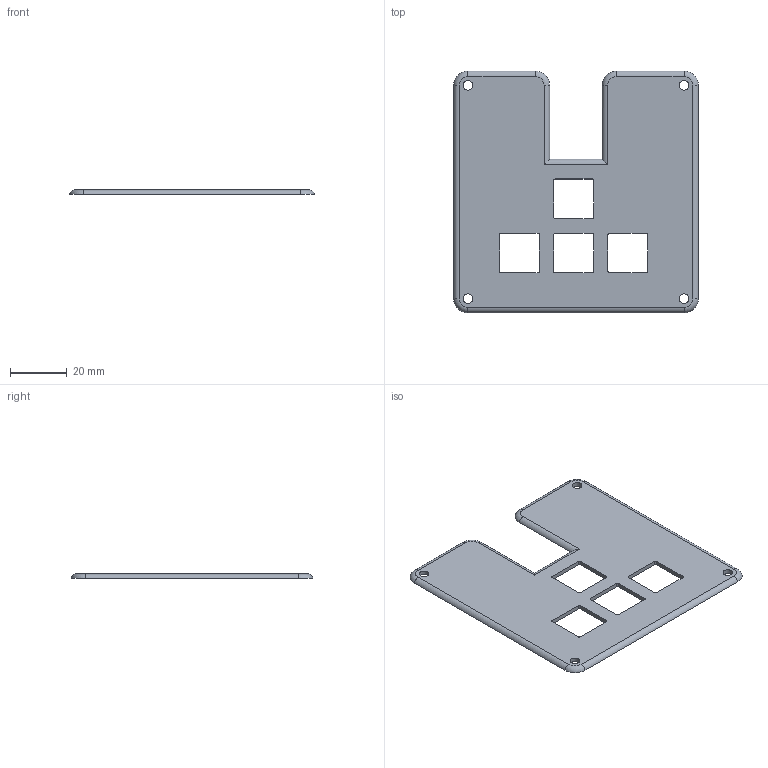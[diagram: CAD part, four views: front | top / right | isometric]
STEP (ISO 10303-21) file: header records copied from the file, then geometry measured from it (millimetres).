
FILE_DESCRIPTION(/* description */ (''),/* implementation_level */ '2;1');
FILE_NAME(/* name */ 'top.step',/* time_stamp */ '2025-05-24T15:57:36+08:00',/* author */ (''),/* organization */ (''),/* preprocessor_version */ 'ST-DEVELOPER v20.1',/* originating_system */ 'Autodesk Translation Framework v14.10.0.0',/* authorisation */ '');
FILE_SCHEMA (('AUTOMOTIVE_DESIGN { 1 0 10303 214 3 1 1 }'));
Length unit declared in the file: millimetre
Products named in the file (1): 2025-05-24-15-57-36-831
Bounding box: 86.05 x 85 x 1.5 mm (x, y, z)
Volume: 8533.9 mm3; surface area: 12486.2 mm2
Topology: 1 solids, 1 shells, 208 faces, 573 edges, 382 vertices
Faces by surface type: plane 107, bspline 67, cylinder 28, torus 6
Full cylindrical faces by diameter (mm): 3.4 x4
Entity records: 7278 total; most frequent: CARTESIAN_POINT 2303, ORIENTED_EDGE 1146, DIRECTION 789, EDGE_CURVE 573, VERTEX_POINT 382, LINE 373, VECTOR 373, EDGE_LOOP 239
